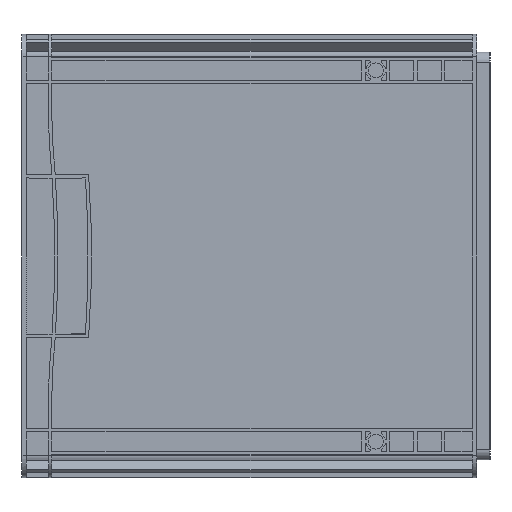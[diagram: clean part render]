
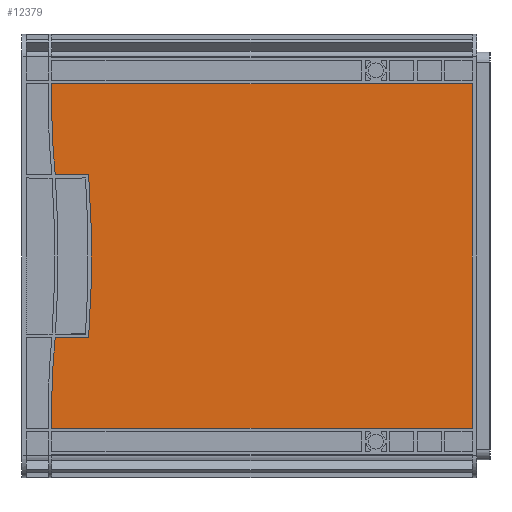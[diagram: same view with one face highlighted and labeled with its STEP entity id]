
A CAD part, left-side view. The second image highlights one B-rep face of the part: STEP entity #12379.
In plain terms, the highlighted planar face has unit normal (-1, 0, 0).
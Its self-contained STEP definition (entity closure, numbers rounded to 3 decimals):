
#33 = VERTEX_POINT ( 'NONE', #19312 ) ;
#140 = EDGE_CURVE ( 'NONE', #4925, #739, #2987, .T. ) ;
#663 = CARTESIAN_POINT ( 'NONE',  ( -288., 416., 154.75 ) ) ;
#739 = VERTEX_POINT ( 'NONE', #20036 ) ;
#802 = ORIENTED_EDGE ( 'NONE', *, *, #19840, .F. ) ;
#980 = VERTEX_POINT ( 'NONE', #15577 ) ;
#1756 = CARTESIAN_POINT ( 'NONE',  ( -288., 420., 179. ) ) ;
#1964 = EDGE_CURVE ( 'NONE', #6683, #12639, #3469, .T. ) ;
#2216 = EDGE_CURVE ( 'NONE', #5665, #6683, #16087, .T. ) ;
#2830 = CARTESIAN_POINT ( 'NONE',  ( -288., 16., -154.75 ) ) ;
#2896 = EDGE_CURVE ( 'NONE', #10565, #5665, #7421, .T. ) ;
#2987 = LINE ( 'NONE', #6365, #5815 ) ;
#3256 = CARTESIAN_POINT ( 'NONE',  ( -288., 16., 154.75 ) ) ;
#3469 = LINE ( 'NONE', #10335, #10738 ) ;
#3496 = ORIENTED_EDGE ( 'NONE', *, *, #140, .F. ) ;
#3622 = ORIENTED_EDGE ( 'NONE', *, *, #12332, .F. ) ;
#3733 = DIRECTION ( 'NONE',  ( 1., 0., 0. ) ) ;
#3906 = CIRCLE ( 'NONE', #15732, 497. ) ;
#4094 = VECTOR ( 'NONE', #4868, 1000. ) ;
#4157 = LINE ( 'NONE', #19271, #14422 ) ;
#4176 = ORIENTED_EDGE ( 'NONE', *, *, #6671, .F. ) ;
#4246 = ORIENTED_EDGE ( 'NONE', *, *, #19301, .F. ) ;
#4668 = AXIS2_PLACEMENT_3D ( 'NONE', #6354, #11041, #9830 ) ;
#4709 = VERTEX_POINT ( 'NONE', #9569 ) ;
#4868 = DIRECTION ( 'NONE',  ( 0., 0., -1. ) ) ;
#4925 = VERTEX_POINT ( 'NONE', #7371 ) ;
#5079 = LINE ( 'NONE', #11719, #12649 ) ;
#5260 = CARTESIAN_POINT ( 'NONE',  ( -288., 393.215, 154.75 ) ) ;
#5291 = VERTEX_POINT ( 'NONE', #10616 ) ;
#5431 = EDGE_CURVE ( 'NONE', #19986, #5291, #15453, .T. ) ;
#5665 = VERTEX_POINT ( 'NONE', #3256 ) ;
#5767 = CARTESIAN_POINT ( 'NONE',  ( -288., 1390.547, 0. ) ) ;
#5815 = VECTOR ( 'NONE', #14637, 1000. ) ;
#5951 = DIRECTION ( 'NONE',  ( 0., 0., 1. ) ) ;
#6075 = CARTESIAN_POINT ( 'NONE',  ( -288., 16., -179. ) ) ;
#6099 = EDGE_LOOP ( 'NONE', ( #9473, #20959, #16363, #8298, #3622, #802, #4246, #4176, #11698, #3496, #11029, #12052 ) ) ;
#6354 = CARTESIAN_POINT ( 'NONE',  ( -288., -103.785, -130.277 ) ) ;
#6365 = CARTESIAN_POINT ( 'NONE',  ( -288., 390.207, -73. ) ) ;
#6459 = CARTESIAN_POINT ( 'NONE',  ( -288., 391.337, 87.112 ) ) ;
#6671 = EDGE_CURVE ( 'NONE', #33, #980, #4157, .T. ) ;
#6683 = VERTEX_POINT ( 'NONE', #2830 ) ;
#7371 = CARTESIAN_POINT ( 'NONE',  ( -288., 390.207, -73. ) ) ;
#7383 = AXIS2_PLACEMENT_3D ( 'NONE', #14773, #14881, #19982 ) ;
#7409 = EDGE_CURVE ( 'NONE', #739, #33, #14779, .T. ) ;
#7421 = LINE ( 'NONE', #663, #21494 ) ;
#7594 = CARTESIAN_POINT ( 'NONE',  ( -288., 393.215, 154.75 ) ) ;
#7954 = VECTOR ( 'NONE', #11797, 1000. ) ;
#8298 = ORIENTED_EDGE ( 'NONE', *, *, #2896, .F. ) ;
#8911 = EDGE_CURVE ( 'NONE', #12639, #19986, #5079, .T. ) ;
#9473 = ORIENTED_EDGE ( 'NONE', *, *, #8911, .F. ) ;
#9569 = CARTESIAN_POINT ( 'NONE',  ( -288., 393.215, 130.277 ) ) ;
#9830 = DIRECTION ( 'NONE',  ( 0., 0., 1. ) ) ;
#10149 = LINE ( 'NONE', #5260, #7954 ) ;
#10335 = CARTESIAN_POINT ( 'NONE',  ( -288., 16., -154.75 ) ) ;
#10463 = CARTESIAN_POINT ( 'NONE',  ( -288., -103.785, 130.277 ) ) ;
#10565 = VERTEX_POINT ( 'NONE', #7594 ) ;
#10616 = CARTESIAN_POINT ( 'NONE',  ( -288., 391.337, -87.112 ) ) ;
#10643 = CARTESIAN_POINT ( 'NONE',  ( -288., 1357.547, 0. ) ) ;
#10738 = VECTOR ( 'NONE', #18712, 1000. ) ;
#11029 = ORIENTED_EDGE ( 'NONE', *, *, #15151, .F. ) ;
#11041 = DIRECTION ( 'NONE',  ( 1., 0., 0. ) ) ;
#11067 = DIRECTION ( 'NONE',  ( -1., 0., 0. ) ) ;
#11698 = ORIENTED_EDGE ( 'NONE', *, *, #7409, .F. ) ;
#11719 = CARTESIAN_POINT ( 'NONE',  ( -288., 393.215, -154.75 ) ) ;
#11797 = DIRECTION ( 'NONE',  ( 0., 0., 1. ) ) ;
#12052 = ORIENTED_EDGE ( 'NONE', *, *, #5431, .F. ) ;
#12332 = EDGE_CURVE ( 'NONE', #4709, #10565, #10149, .T. ) ;
#12379 = ADVANCED_FACE ( 'NONE', ( #16686 ), #13638, .F. ) ;
#12639 = VERTEX_POINT ( 'NONE', #13196 ) ;
#12649 = VECTOR ( 'NONE', #15624, 1000. ) ;
#13196 = CARTESIAN_POINT ( 'NONE',  ( -288., 393.215, -154.75 ) ) ;
#13278 = VERTEX_POINT ( 'NONE', #6459 ) ;
#13638 = PLANE ( 'NONE',  #16985 ) ;
#14422 = VECTOR ( 'NONE', #17326, 1000. ) ;
#14637 = DIRECTION ( 'NONE',  ( 0., -1., 0. ) ) ;
#14773 = CARTESIAN_POINT ( 'NONE',  ( -288., 1390.547, 0. ) ) ;
#14779 = CIRCLE ( 'NONE', #15478, 1000. ) ;
#14881 = DIRECTION ( 'NONE',  ( -1., 0., 0. ) ) ;
#15151 = EDGE_CURVE ( 'NONE', #5291, #4925, #15838, .T. ) ;
#15453 = CIRCLE ( 'NONE', #4668, 497. ) ;
#15478 = AXIS2_PLACEMENT_3D ( 'NONE', #10643, #11067, #5951 ) ;
#15577 = CARTESIAN_POINT ( 'NONE',  ( -288., 390.207, 73. ) ) ;
#15624 = DIRECTION ( 'NONE',  ( 0., 0., 1. ) ) ;
#15732 = AXIS2_PLACEMENT_3D ( 'NONE', #10463, #20064, #20563 ) ;
#15838 = CIRCLE ( 'NONE', #21383, 1003. ) ;
#16087 = LINE ( 'NONE', #6075, #4094 ) ;
#16363 = ORIENTED_EDGE ( 'NONE', *, *, #2216, .F. ) ;
#16686 = FACE_OUTER_BOUND ( 'NONE', #6099, .T. ) ;
#16760 = CIRCLE ( 'NONE', #7383, 1003. ) ;
#16906 = DIRECTION ( 'NONE',  ( 0., 0., -1. ) ) ;
#16985 = AXIS2_PLACEMENT_3D ( 'NONE', #1756, #3733, #16906 ) ;
#17326 = DIRECTION ( 'NONE',  ( 0., 1., 0. ) ) ;
#17405 = DIRECTION ( 'NONE',  ( -1., 0., 0. ) ) ;
#18712 = DIRECTION ( 'NONE',  ( 0., 1., 0. ) ) ;
#19156 = DIRECTION ( 'NONE',  ( 0., -1., 0. ) ) ;
#19271 = CARTESIAN_POINT ( 'NONE',  ( -288., 390.207, 73. ) ) ;
#19301 = EDGE_CURVE ( 'NONE', #980, #13278, #16760, .T. ) ;
#19312 = CARTESIAN_POINT ( 'NONE',  ( -288., 360.215, 73. ) ) ;
#19840 = EDGE_CURVE ( 'NONE', #13278, #4709, #3906, .T. ) ;
#19982 = DIRECTION ( 'NONE',  ( 0., 0., -1. ) ) ;
#19986 = VERTEX_POINT ( 'NONE', #21425 ) ;
#20036 = CARTESIAN_POINT ( 'NONE',  ( -288., 360.215, -73. ) ) ;
#20064 = DIRECTION ( 'NONE',  ( 1., 0., 0. ) ) ;
#20563 = DIRECTION ( 'NONE',  ( 0., 0., -1. ) ) ;
#20959 = ORIENTED_EDGE ( 'NONE', *, *, #1964, .F. ) ;
#20981 = DIRECTION ( 'NONE',  ( 0., 0., 1. ) ) ;
#21383 = AXIS2_PLACEMENT_3D ( 'NONE', #5767, #17405, #20981 ) ;
#21425 = CARTESIAN_POINT ( 'NONE',  ( -288., 393.215, -130.277 ) ) ;
#21494 = VECTOR ( 'NONE', #19156, 1000. ) ;
